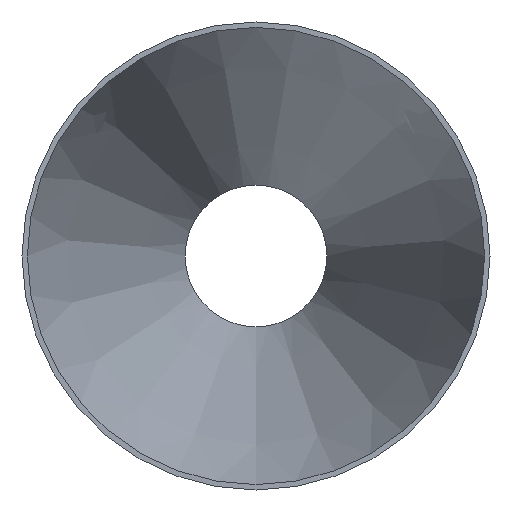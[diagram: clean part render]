
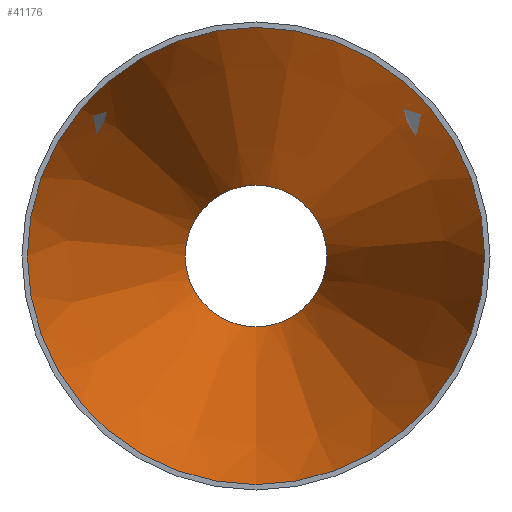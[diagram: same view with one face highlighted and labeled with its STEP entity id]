
A CAD part, front view. The second image highlights one B-rep face of the part: STEP entity #41176.
In plain terms, the highlighted conical face has half-angle 17.058 degrees and reference radius 133.362 mm.
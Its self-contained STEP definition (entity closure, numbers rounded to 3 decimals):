
#4637 = VERTEX_POINT ( 'NONE', #30184 ) ;
#7256 = CIRCLE ( 'NONE', #13654, 133.362 ) ;
#9229 = CARTESIAN_POINT ( 'NONE',  ( 0., 0., -133.362 ) ) ;
#13654 = AXIS2_PLACEMENT_3D ( 'NONE', #25422, #24853, #32903 ) ;
#16253 = AXIS2_PLACEMENT_3D ( 'NONE', #53850, #27127, #44352 ) ;
#22575 = CARTESIAN_POINT ( 'NONE',  ( 0., 0., 0. ) ) ;
#23486 = CONICAL_SURFACE ( 'NONE', #54695, 133.362, 0.298 ) ;
#24853 = DIRECTION ( 'NONE',  ( 0., -1., 0. ) ) ;
#25422 = CARTESIAN_POINT ( 'NONE',  ( 0., 0., 0. ) ) ;
#27127 = DIRECTION ( 'NONE',  ( 0., -1., 0. ) ) ;
#27741 = DIRECTION ( 'NONE',  ( 0., 0., -1. ) ) ;
#28029 = DIRECTION ( 'NONE',  ( 0., -1., 0. ) ) ;
#30184 = CARTESIAN_POINT ( 'NONE',  ( 0., 300., -41.312 ) ) ;
#31577 = ORIENTED_EDGE ( 'NONE', *, *, #39036, .F. ) ;
#32437 = EDGE_LOOP ( 'NONE', ( #34986 ) ) ;
#32903 = DIRECTION ( 'NONE',  ( 0., 0., -1. ) ) ;
#34986 = ORIENTED_EDGE ( 'NONE', *, *, #49169, .T. ) ;
#39036 = EDGE_CURVE ( 'NONE', #4637, #4637, #40093, .T. ) ;
#40093 = CIRCLE ( 'NONE', #16253, 41.312 ) ;
#41176 = ADVANCED_FACE ( 'NONE', ( #48976, #53596 ), #23486, .F. ) ;
#44352 = DIRECTION ( 'NONE',  ( 0., 0., -1. ) ) ;
#48536 = VERTEX_POINT ( 'NONE', #9229 ) ;
#48976 = FACE_BOUND ( 'NONE', #49649, .T. ) ;
#49169 = EDGE_CURVE ( 'NONE', #48536, #48536, #7256, .T. ) ;
#49649 = EDGE_LOOP ( 'NONE', ( #31577 ) ) ;
#53596 = FACE_OUTER_BOUND ( 'NONE', #32437, .T. ) ;
#53850 = CARTESIAN_POINT ( 'NONE',  ( 0., 300., 0. ) ) ;
#54695 = AXIS2_PLACEMENT_3D ( 'NONE', #22575, #28029, #27741 ) ;
